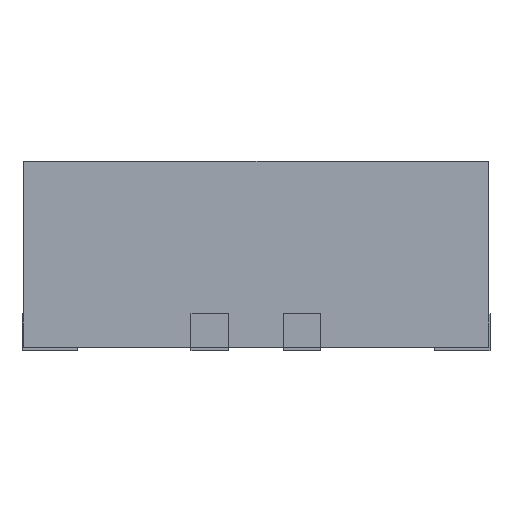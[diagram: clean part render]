
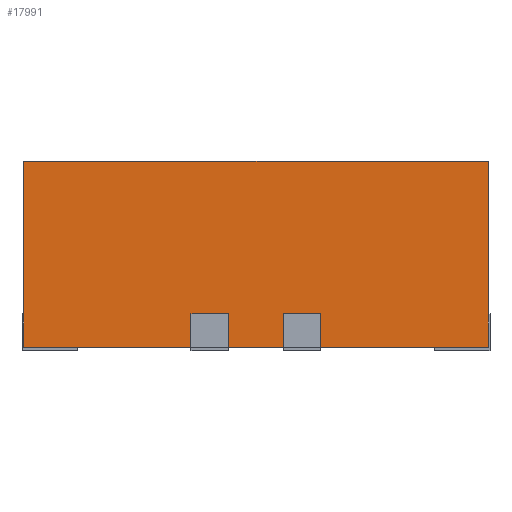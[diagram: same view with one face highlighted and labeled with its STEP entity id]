
A CAD part, left-side view. The second image highlights one B-rep face of the part: STEP entity #17991.
In plain terms, the highlighted planar face has unit normal (-1, 0, 0).
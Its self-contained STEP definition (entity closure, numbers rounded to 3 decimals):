
#614 = LINE ( 'NONE', #12792, #14928 ) ;
#1223 = VECTOR ( 'NONE', #11853, 1000. ) ;
#1921 = CARTESIAN_POINT ( 'NONE',  ( -2.25, 1.25, 1. ) ) ;
#4026 = DIRECTION ( 'NONE',  ( 0., 0., -1. ) ) ;
#5171 = VERTEX_POINT ( 'NONE', #16937 ) ;
#5803 = FACE_OUTER_BOUND ( 'NONE', #20194, .T. ) ;
#5836 = EDGE_CURVE ( 'NONE', #21585, #9973, #12483, .T. ) ;
#6793 = ORIENTED_EDGE ( 'NONE', *, *, #5836, .T. ) ;
#6838 = CARTESIAN_POINT ( 'NONE',  ( -2.25, -1.25, 1. ) ) ;
#7947 = EDGE_CURVE ( 'NONE', #9973, #5171, #614, .T. ) ;
#9973 = VERTEX_POINT ( 'NONE', #16456 ) ;
#10736 = ORIENTED_EDGE ( 'NONE', *, *, #7947, .T. ) ;
#10868 = EDGE_CURVE ( 'NONE', #21585, #21456, #16631, .T. ) ;
#11853 = DIRECTION ( 'NONE',  ( 0., 0., -1. ) ) ;
#11940 = CARTESIAN_POINT ( 'NONE',  ( -2.25, 1.25, 1. ) ) ;
#12483 = LINE ( 'NONE', #1921, #23961 ) ;
#12792 = CARTESIAN_POINT ( 'NONE',  ( -2.25, -1.25, 0. ) ) ;
#13982 = PLANE ( 'NONE',  #21928 ) ;
#14006 = LINE ( 'NONE', #17581, #1223 ) ;
#14251 = CARTESIAN_POINT ( 'NONE',  ( -2.25, -1.25, 1. ) ) ;
#14773 = DIRECTION ( 'NONE',  ( 0., -1., 0. ) ) ;
#14928 = VECTOR ( 'NONE', #14773, 1000. ) ;
#15035 = ORIENTED_EDGE ( 'NONE', *, *, #10868, .F. ) ;
#16228 = CARTESIAN_POINT ( 'NONE',  ( -2.25, -1.25, 1. ) ) ;
#16363 = DIRECTION ( 'NONE',  ( 0., -1., 0. ) ) ;
#16456 = CARTESIAN_POINT ( 'NONE',  ( -2.25, 1.25, 0. ) ) ;
#16482 = ORIENTED_EDGE ( 'NONE', *, *, #21035, .F. ) ;
#16631 = LINE ( 'NONE', #14251, #24446 ) ;
#16937 = CARTESIAN_POINT ( 'NONE',  ( -2.25, -1.25, 0. ) ) ;
#17581 = CARTESIAN_POINT ( 'NONE',  ( -2.25, -1.25, 1. ) ) ;
#17991 = ADVANCED_FACE ( 'NONE', ( #5803 ), #13982, .F. ) ;
#18370 = DIRECTION ( 'NONE',  ( 0., 0., -1. ) ) ;
#20194 = EDGE_LOOP ( 'NONE', ( #10736, #16482, #15035, #6793 ) ) ;
#21035 = EDGE_CURVE ( 'NONE', #21456, #5171, #14006, .T. ) ;
#21456 = VERTEX_POINT ( 'NONE', #6838 ) ;
#21585 = VERTEX_POINT ( 'NONE', #11940 ) ;
#21928 = AXIS2_PLACEMENT_3D ( 'NONE', #16228, #22338, #18370 ) ;
#22338 = DIRECTION ( 'NONE',  ( 1., 0., 0. ) ) ;
#23961 = VECTOR ( 'NONE', #4026, 1000. ) ;
#24446 = VECTOR ( 'NONE', #16363, 1000. ) ;
